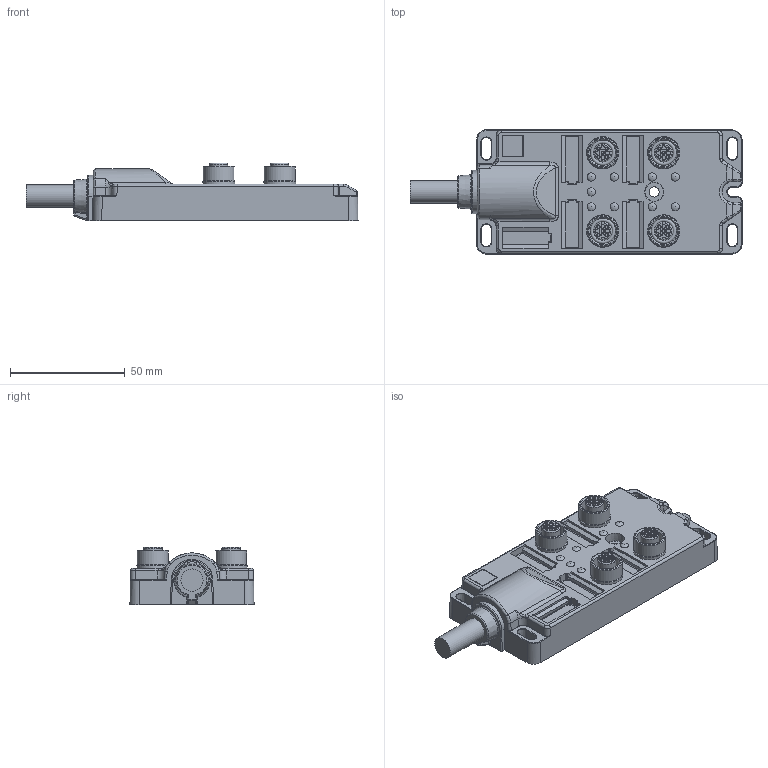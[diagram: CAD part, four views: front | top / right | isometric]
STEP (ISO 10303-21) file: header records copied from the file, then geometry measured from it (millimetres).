
FILE_DESCRIPTION(/* description */ (''),/* implementation_level */ '2;1');
FILE_NAME(/* name */ '4I_OM12-5_4P2C-m_stp.stp',/* time_stamp */ '2018-07-27T13:00:59+02:00',/* author */ (''),/* organization */ (''),/* preprocessor_version */ 'ST-DEVELOPER v16',/* originating_system */ 'SIEMENS PLM Software NX 10.0',/* authorisation */ '');
FILE_SCHEMA (('AUTOMOTIVE_DESIGN { 1 0 10303 214 3 1 1 1 }'));
Length unit declared in the file: millimetre
Products named in the file (1): 4I_OM12-5_4P2C-m_stp
Bounding box: 144.35 x 53.96 x 25.2 mm (x, y, z)
Volume: 100985.9 mm3; surface area: 24118.2 mm2
Topology: 1 solids, 1 shells, 835 faces, 2026 edges, 1266 vertices
Faces by surface type: cylinder 382, plane 234, bspline 149, torus 27, cone 26, sphere 17
Full cylindrical faces by diameter (mm): 1.15 x20, 1.5 x20, 4.388 x1, 9.7 x1, 11.1 x4, 13.6 x4, 14 x4
Entity records: 29836 total; most frequent: CARTESIAN_POINT 11882, ORIENTED_EDGE 3770, DIRECTION 3541, EDGE_CURVE 1885, AXIS2_PLACEMENT_3D 1385, VERTEX_POINT 1214, EDGE_LOOP 1005, ADVANCED_FACE 834
